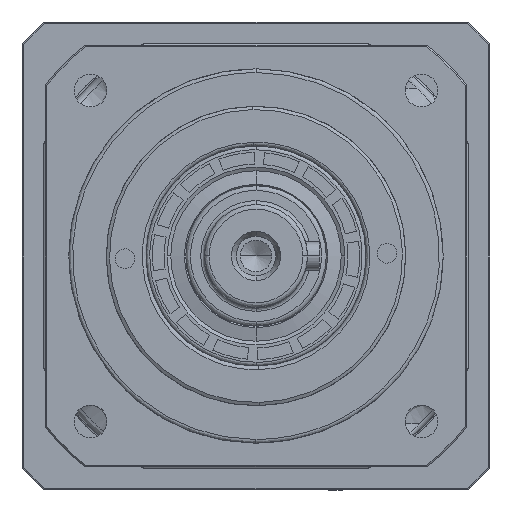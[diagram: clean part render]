
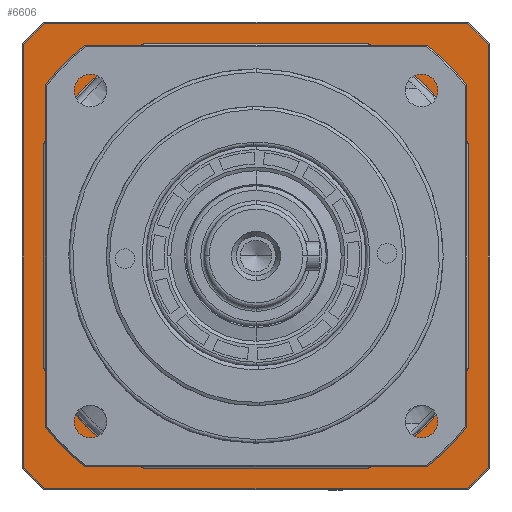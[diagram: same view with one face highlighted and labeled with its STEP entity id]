
A CAD part, left-side view. The second image highlights one B-rep face of the part: STEP entity #6606.
In plain terms, the highlighted face is planar.
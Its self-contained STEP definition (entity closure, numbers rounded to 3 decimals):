
#256 = VERTEX_POINT ( 'NONE', #10370 ) ;
#267 = CARTESIAN_POINT ( 'NONE',  ( -45.4, 0., 35.5 ) ) ;
#327 = DIRECTION ( 'NONE',  ( 0., 1., 0. ) ) ;
#1049 = ORIENTED_EDGE ( 'NONE', *, *, #12684, .T. ) ;
#1158 = ORIENTED_EDGE ( 'NONE', *, *, #13382, .T. ) ;
#1214 = CARTESIAN_POINT ( 'NONE',  ( 45.346, -49.6, 35.5 ) ) ;
#1389 = DIRECTION ( 'NONE',  ( 1., 0., 0. ) ) ;
#1444 = EDGE_CURVE ( 'NONE', #3335, #3512, #15364, .T. ) ;
#1587 = CARTESIAN_POINT ( 'NONE',  ( 45.191, 49.6, 35.5 ) ) ;
#1607 = FACE_OUTER_BOUND ( 'NONE', #13943, .T. ) ;
#1647 = FACE_BOUND ( 'NONE', #11786, .T. ) ;
#2408 = CARTESIAN_POINT ( 'NONE',  ( -45.4, 24.1, 35.5 ) ) ;
#2435 = CARTESIAN_POINT ( 'NONE',  ( 49.6, 45.191, 35.5 ) ) ;
#2568 = VERTEX_POINT ( 'NONE', #5968 ) ;
#2912 = VERTEX_POINT ( 'NONE', #2408 ) ;
#3219 = VERTEX_POINT ( 'NONE', #19842 ) ;
#3261 = VERTEX_POINT ( 'NONE', #18760 ) ;
#3335 = VERTEX_POINT ( 'NONE', #17165 ) ;
#3368 = ORIENTED_EDGE ( 'NONE', *, *, #1444, .T. ) ;
#3512 = VERTEX_POINT ( 'NONE', #9720 ) ;
#3616 = VERTEX_POINT ( 'NONE', #7373 ) ;
#3918 = DIRECTION ( 'NONE',  ( 1., 0., 0. ) ) ;
#3935 = DIRECTION ( 'NONE',  ( 0., 0., -1. ) ) ;
#3972 = VERTEX_POINT ( 'NONE', #20099 ) ;
#4034 = VERTEX_POINT ( 'NONE', #19517 ) ;
#4157 = VERTEX_POINT ( 'NONE', #17553 ) ;
#4206 = ORIENTED_EDGE ( 'NONE', *, *, #13237, .T. ) ;
#4517 = ORIENTED_EDGE ( 'NONE', *, *, #13965, .T. ) ;
#4741 = CARTESIAN_POINT ( 'NONE',  ( 0., 0., 35.5 ) ) ;
#4924 = CIRCLE ( 'NONE', #8982, 67.1 ) ;
#4944 = VECTOR ( 'NONE', #5515, 1000. ) ;
#5096 = VERTEX_POINT ( 'NONE', #6636 ) ;
#5110 = LINE ( 'NONE', #6245, #4944 ) ;
#5118 = CARTESIAN_POINT ( 'NONE',  ( 0., -45.4, 35.5 ) ) ;
#5161 = DIRECTION ( 'NONE',  ( -1., 0., 0. ) ) ;
#5370 = VECTOR ( 'NONE', #20465, 1000. ) ;
#5411 = CIRCLE ( 'NONE', #9590, 67.1 ) ;
#5430 = LINE ( 'NONE', #20290, #5370 ) ;
#5499 = VERTEX_POINT ( 'NONE', #2435 ) ;
#5515 = DIRECTION ( 'NONE',  ( -1., 0., 0. ) ) ;
#5541 = LINE ( 'NONE', #1214, #5553 ) ;
#5553 = VECTOR ( 'NONE', #1389, 1000. ) ;
#5589 = VERTEX_POINT ( 'NONE', #1587 ) ;
#5793 = ORIENTED_EDGE ( 'NONE', *, *, #13072, .T. ) ;
#5951 = CIRCLE ( 'NONE', #10733, 67.1 ) ;
#5968 = CARTESIAN_POINT ( 'NONE',  ( -45.4, -24.1, 35.5 ) ) ;
#6245 = CARTESIAN_POINT ( 'NONE',  ( -45.346, 49.6, 35.5 ) ) ;
#6375 = VECTOR ( 'NONE', #13783, 1000. ) ;
#6577 = LINE ( 'NONE', #13810, #6375 ) ;
#6606 = ADVANCED_FACE ( 'NONE', ( #1647, #1607 ), #8007, .T. ) ;
#6636 = CARTESIAN_POINT ( 'NONE',  ( 49.6, -45.191, 35.5 ) ) ;
#6690 = ORIENTED_EDGE ( 'NONE', *, *, #13938, .T. ) ;
#6706 = CIRCLE ( 'NONE', #12133, 67.1 ) ;
#6757 = CIRCLE ( 'NONE', #12311, 51.4 ) ;
#7063 = VECTOR ( 'NONE', #19863, 1000. ) ;
#7077 = LINE ( 'NONE', #19975, #7063 ) ;
#7079 = CIRCLE ( 'NONE', #12452, 51.4 ) ;
#7308 = DIRECTION ( 'NONE',  ( 1., 0., 0. ) ) ;
#7373 = CARTESIAN_POINT ( 'NONE',  ( -49.6, 45.191, 35.5 ) ) ;
#7374 = CIRCLE ( 'NONE', #12894, 51.4 ) ;
#7452 = DIRECTION ( 'NONE',  ( 0., 0., -1. ) ) ;
#7592 = CARTESIAN_POINT ( 'NONE',  ( 0., 0., 35.5 ) ) ;
#7609 = DIRECTION ( 'NONE',  ( 1., 0., 0. ) ) ;
#7614 = DIRECTION ( 'NONE',  ( 0., 0., 1. ) ) ;
#7813 = LINE ( 'NONE', #267, #7980 ) ;
#7845 = CIRCLE ( 'NONE', #14009, 51.4 ) ;
#7980 = VECTOR ( 'NONE', #327, 1000. ) ;
#7998 = CARTESIAN_POINT ( 'NONE',  ( 0., 0., 35.5 ) ) ;
#8007 = PLANE ( 'NONE',  #15049 ) ;
#8052 = VECTOR ( 'NONE', #5161, 1000. ) ;
#8068 = LINE ( 'NONE', #5118, #8052 ) ;
#8448 = DIRECTION ( 'NONE',  ( 1., 0., 0. ) ) ;
#8475 = DIRECTION ( 'NONE',  ( 0., 0., 1. ) ) ;
#8493 = CARTESIAN_POINT ( 'NONE',  ( 0., 0., 35.5 ) ) ;
#8982 = AXIS2_PLACEMENT_3D ( 'NONE', #14301, #12568, #12120 ) ;
#9590 = AXIS2_PLACEMENT_3D ( 'NONE', #17103, #17241, #20822 ) ;
#9720 = CARTESIAN_POINT ( 'NONE',  ( 45.4, -24.1, 35.5 ) ) ;
#10370 = CARTESIAN_POINT ( 'NONE',  ( 24.1, -45.4, 35.5 ) ) ;
#10634 = CARTESIAN_POINT ( 'NONE',  ( -45.191, 49.6, 35.5 ) ) ;
#10733 = AXIS2_PLACEMENT_3D ( 'NONE', #8493, #8475, #8448 ) ;
#11195 = ORIENTED_EDGE ( 'NONE', *, *, #13097, .T. ) ;
#11629 = ORIENTED_EDGE ( 'NONE', *, *, #13892, .T. ) ;
#11786 = EDGE_LOOP ( 'NONE', ( #1049, #19688, #12476, #19114, #5793, #11195, #3368, #13151 ) ) ;
#12045 = ORIENTED_EDGE ( 'NONE', *, *, #14122, .T. ) ;
#12120 = DIRECTION ( 'NONE',  ( 1., 0., 0. ) ) ;
#12133 = AXIS2_PLACEMENT_3D ( 'NONE', #16511, #16482, #16439 ) ;
#12311 = AXIS2_PLACEMENT_3D ( 'NONE', #16896, #16865, #16835 ) ;
#12452 = AXIS2_PLACEMENT_3D ( 'NONE', #19552, #19525, #19492 ) ;
#12476 = ORIENTED_EDGE ( 'NONE', *, *, #12803, .T. ) ;
#12568 = DIRECTION ( 'NONE',  ( 0., 0., 1. ) ) ;
#12684 = EDGE_CURVE ( 'NONE', #256, #20367, #8068, .T. ) ;
#12776 = EDGE_CURVE ( 'NONE', #20367, #2568, #7845, .T. ) ;
#12803 = EDGE_CURVE ( 'NONE', #2568, #2912, #7813, .T. ) ;
#12894 = AXIS2_PLACEMENT_3D ( 'NONE', #7592, #7452, #7308 ) ;
#12934 = EDGE_CURVE ( 'NONE', #2912, #3219, #7374, .T. ) ;
#13072 = EDGE_CURVE ( 'NONE', #3219, #3261, #7077, .T. ) ;
#13097 = EDGE_CURVE ( 'NONE', #3261, #3335, #7079, .T. ) ;
#13151 = ORIENTED_EDGE ( 'NONE', *, *, #13205, .T. ) ;
#13205 = EDGE_CURVE ( 'NONE', #3512, #256, #6757, .T. ) ;
#13237 = EDGE_CURVE ( 'NONE', #20576, #3616, #6706, .T. ) ;
#13382 = EDGE_CURVE ( 'NONE', #3616, #3972, #6577, .T. ) ;
#13645 = EDGE_CURVE ( 'NONE', #3972, #4034, #5951, .T. ) ;
#13783 = DIRECTION ( 'NONE',  ( 0., -1., 0. ) ) ;
#13810 = CARTESIAN_POINT ( 'NONE',  ( -49.6, -45.346, 35.5 ) ) ;
#13892 = EDGE_CURVE ( 'NONE', #4034, #4157, #5541, .T. ) ;
#13938 = EDGE_CURVE ( 'NONE', #4157, #5096, #5411, .T. ) ;
#13943 = EDGE_LOOP ( 'NONE', ( #4206, #1158, #19544, #11629, #6690, #4517, #19294, #12045 ) ) ;
#13965 = EDGE_CURVE ( 'NONE', #5096, #5499, #5430, .T. ) ;
#14009 = AXIS2_PLACEMENT_3D ( 'NONE', #4741, #3935, #3918 ) ;
#14062 = EDGE_CURVE ( 'NONE', #5499, #5589, #4924, .T. ) ;
#14122 = EDGE_CURVE ( 'NONE', #5589, #20576, #5110, .T. ) ;
#14301 = CARTESIAN_POINT ( 'NONE',  ( 0., 0., 35.5 ) ) ;
#15049 = AXIS2_PLACEMENT_3D ( 'NONE', #7998, #7614, #7609 ) ;
#15338 = VECTOR ( 'NONE', #17646, 1000. ) ;
#15364 = LINE ( 'NONE', #17684, #15338 ) ;
#16439 = DIRECTION ( 'NONE',  ( 1., 0., 0. ) ) ;
#16482 = DIRECTION ( 'NONE',  ( 0., 0., 1. ) ) ;
#16511 = CARTESIAN_POINT ( 'NONE',  ( 0., 0., 35.5 ) ) ;
#16792 = CARTESIAN_POINT ( 'NONE',  ( -24.1, -45.4, 35.5 ) ) ;
#16835 = DIRECTION ( 'NONE',  ( 1., 0., 0. ) ) ;
#16865 = DIRECTION ( 'NONE',  ( 0., 0., -1. ) ) ;
#16896 = CARTESIAN_POINT ( 'NONE',  ( 0., 0., 35.5 ) ) ;
#17103 = CARTESIAN_POINT ( 'NONE',  ( 0., 0., 35.5 ) ) ;
#17165 = CARTESIAN_POINT ( 'NONE',  ( 45.4, 24.1, 35.5 ) ) ;
#17241 = DIRECTION ( 'NONE',  ( 0., 0., 1. ) ) ;
#17553 = CARTESIAN_POINT ( 'NONE',  ( 45.191, -49.6, 35.5 ) ) ;
#17646 = DIRECTION ( 'NONE',  ( 0., -1., 0. ) ) ;
#17684 = CARTESIAN_POINT ( 'NONE',  ( 45.4, 0., 35.5 ) ) ;
#18760 = CARTESIAN_POINT ( 'NONE',  ( 24.1, 45.4, 35.5 ) ) ;
#19114 = ORIENTED_EDGE ( 'NONE', *, *, #12934, .T. ) ;
#19294 = ORIENTED_EDGE ( 'NONE', *, *, #14062, .T. ) ;
#19492 = DIRECTION ( 'NONE',  ( 1., 0., 0. ) ) ;
#19517 = CARTESIAN_POINT ( 'NONE',  ( -45.191, -49.6, 35.5 ) ) ;
#19525 = DIRECTION ( 'NONE',  ( 0., 0., -1. ) ) ;
#19544 = ORIENTED_EDGE ( 'NONE', *, *, #13645, .T. ) ;
#19552 = CARTESIAN_POINT ( 'NONE',  ( 0., 0., 35.5 ) ) ;
#19688 = ORIENTED_EDGE ( 'NONE', *, *, #12776, .T. ) ;
#19842 = CARTESIAN_POINT ( 'NONE',  ( -24.1, 45.4, 35.5 ) ) ;
#19863 = DIRECTION ( 'NONE',  ( 1., 0., 0. ) ) ;
#19975 = CARTESIAN_POINT ( 'NONE',  ( 0., 45.4, 35.5 ) ) ;
#20099 = CARTESIAN_POINT ( 'NONE',  ( -49.6, -45.191, 35.5 ) ) ;
#20290 = CARTESIAN_POINT ( 'NONE',  ( 49.6, 45.346, 35.5 ) ) ;
#20367 = VERTEX_POINT ( 'NONE', #16792 ) ;
#20465 = DIRECTION ( 'NONE',  ( 0., 1., 0. ) ) ;
#20576 = VERTEX_POINT ( 'NONE', #10634 ) ;
#20822 = DIRECTION ( 'NONE',  ( 1., 0., 0. ) ) ;
